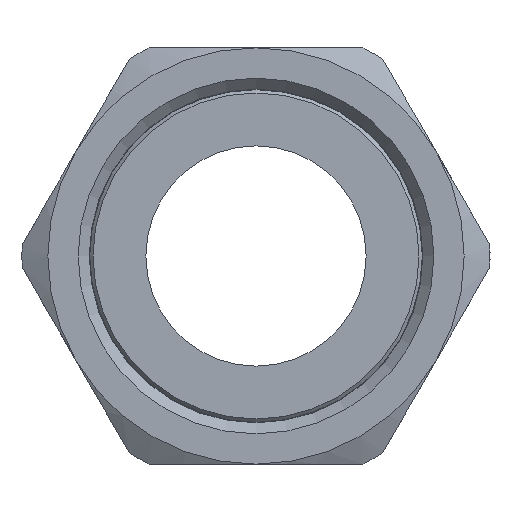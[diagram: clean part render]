
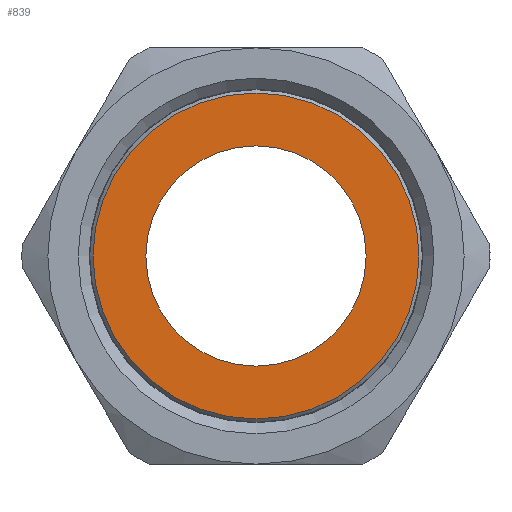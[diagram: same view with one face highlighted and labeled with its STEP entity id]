
A CAD part, left-side view. The second image highlights one B-rep face of the part: STEP entity #839.
In plain terms, the highlighted planar face has unit normal (-1, 0, 0).
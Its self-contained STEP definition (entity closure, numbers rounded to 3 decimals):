
#46=PLANE('',#1167);
#134=CIRCLE('',#1168,14.8);
#135=CIRCLE('',#1169,10.);
#211=ORIENTED_EDGE('',*,*,#438,.F.);
#212=ORIENTED_EDGE('',*,*,#439,.F.);
#438=EDGE_CURVE('',#550,#550,#134,.T.);
#439=EDGE_CURVE('',#551,#551,#135,.T.);
#550=VERTEX_POINT('',#1655);
#551=VERTEX_POINT('',#1657);
#660=EDGE_LOOP('',(#211));
#661=EDGE_LOOP('',(#212));
#740=FACE_BOUND('',#660,.T.);
#741=FACE_BOUND('',#661,.T.);
#839=ADVANCED_FACE('',(#740,#741),#46,.T.);
#1167=AXIS2_PLACEMENT_3D('',#1653,#1297,#1298);
#1168=AXIS2_PLACEMENT_3D('',#1654,#1299,#1300);
#1169=AXIS2_PLACEMENT_3D('',#1656,#1301,#1302);
#1297=DIRECTION('',(-1.,0.,0.));
#1298=DIRECTION('',(0.,0.,1.));
#1299=DIRECTION('',(1.,0.,0.));
#1300=DIRECTION('',(0.,-1.,0.));
#1301=DIRECTION('',(-1.,0.,0.));
#1302=DIRECTION('',(0.,1.,0.));
#1653=CARTESIAN_POINT('',(-3.,-10.,0.));
#1654=CARTESIAN_POINT('',(-3.,0.,0.));
#1655=CARTESIAN_POINT('',(-3.,-14.8,0.));
#1656=CARTESIAN_POINT('',(-3.,0.,0.));
#1657=CARTESIAN_POINT('',(-3.,10.,0.));
